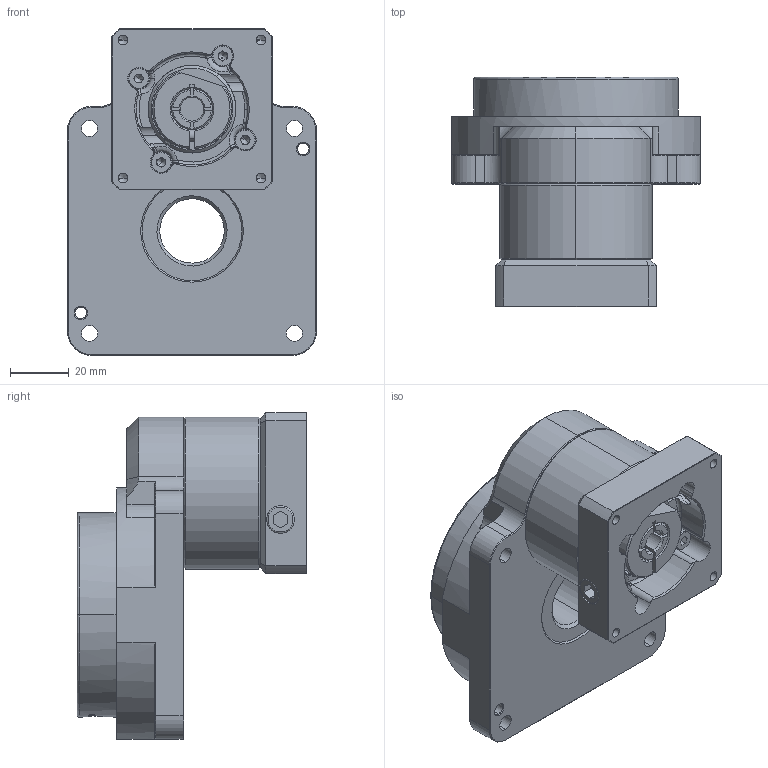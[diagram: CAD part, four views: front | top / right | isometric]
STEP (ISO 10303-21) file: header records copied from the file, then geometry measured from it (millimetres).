
FILE_DESCRIPTION (( 'STEP AP203' ), '1' );
FILE_NAME ('HLMT085-1-N23CC.step', '2020-06-10T03:22:53', ( 'JVL' ), ( '' ), 'SwSTEP 2.0', 'SolidWorks 2020', '' );
FILE_SCHEMA (( 'CONFIG_CONTROL_DESIGN' ));
Length unit declared in the file: millimetre
Products named in the file (1): HLMT085-2-N23CC
Bounding box: 85 x 78.5 x 111.6 mm (x, y, z)
Volume: 278317.7 mm3; surface area: 57104.3 mm2
Topology: 2 solids, 17 shells, 779 faces, 1847 edges, 1098 vertices
Faces by surface type: plane 265, cylinder 236, cone 222, torus 40, bspline 16
Entity records: 23038 total; most frequent: CARTESIAN_POINT 4972, DIRECTION 4007, ORIENTED_EDGE 3570, EDGE_CURVE 1785, AXIS2_PLACEMENT_3D 1593, VERTEX_POINT 1098, EDGE_LOOP 879, CIRCLE 829
